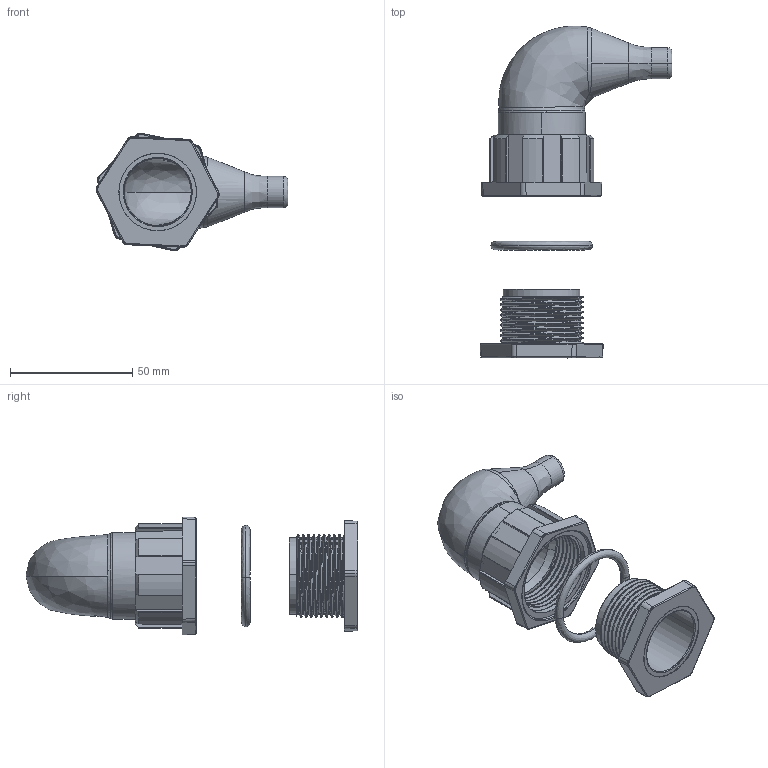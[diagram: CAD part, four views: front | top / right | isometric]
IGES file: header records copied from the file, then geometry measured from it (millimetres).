
Start section: SolidWorks IGES file using analytic representation for surfaces
Global section: file name: 3-NUS-3R.IGS; native system: SolidWorks 2013; preprocessor: SolidWorks 2013; author: office; date: 150303.102833; units: inch
Bounding box: 78.55 x 135.97 x 48.33 mm (x, y, z)
Surface area: 33643.9 mm2 (no closed solid volume)
Topology: 0 solids, 0 shells, 270 faces, 5477 edges, 5473 vertices
Faces by surface type: revolution 166, bspline 104
